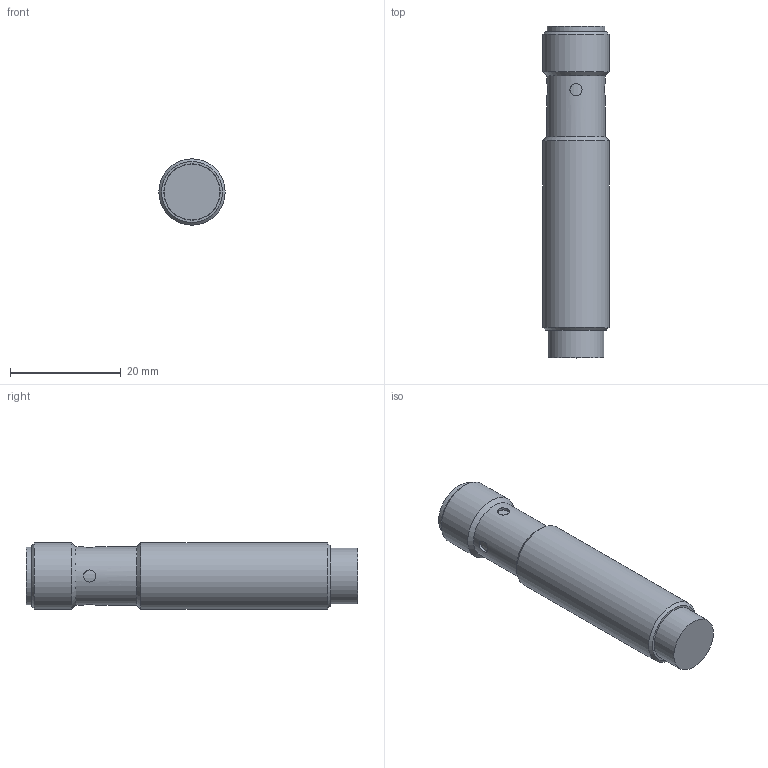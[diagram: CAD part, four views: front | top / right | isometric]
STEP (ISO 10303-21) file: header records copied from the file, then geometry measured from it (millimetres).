
FILE_DESCRIPTION(/* description */ (''),/* implementation_level */ '2;1');
FILE_NAME(/* name */ 'IA0191_Shrinkwrap_1.stp',/* time_stamp */ '2022-03-18T10:35:35+01:00',/* author */ ('Krieger Anja'),/* organization */ (''),/* preprocessor_version */ 'ST-DEVELOPER v18.1',/* originating_system */ 'Autodesk Inventor 2021',/* authorisation */ '');
FILE_SCHEMA (('AUTOMOTIVE_DESIGN { 1 0 10303 214 3 1 1 }'));
Length unit declared in the file: millimetre
Products named in the file (1): IA0191_Shrinkwrap_1
Bounding box: 12 x 60 x 12 mm (x, y, z)
Volume: 2703.9 mm3; surface area: 5398 mm2
Topology: 1 solids, 1 shells, 50 faces, 107 edges, 72 vertices
Faces by surface type: cylinder 25, plane 17, cone 4, sphere 4
Full cylindrical faces by diameter (mm): 1 x8, 2 x1, 2.2 x4, 8.5 x2, 8.8 x1, 9.5 x2, 9.6 x1, 10.1 x1, 10.2 x1, 10.4 x1, 10.5 x1, 12 x2
Entity records: 1744 total; most frequent: CARTESIAN_POINT 496, DIRECTION 249, ORIENTED_EDGE 206, AXIS2_PLACEMENT_3D 109, EDGE_CURVE 103, EDGE_LOOP 73, VERTEX_POINT 72, CIRCLE 58
